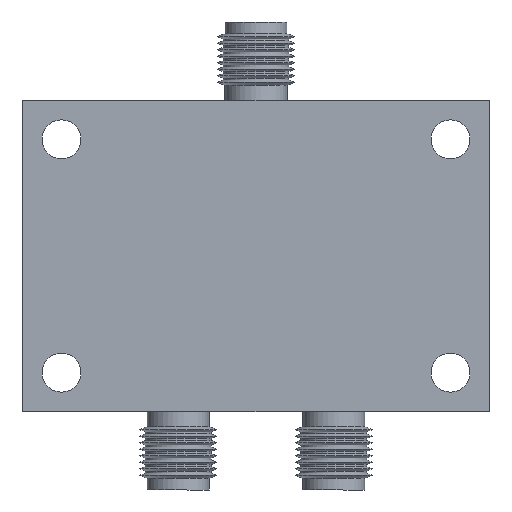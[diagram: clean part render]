
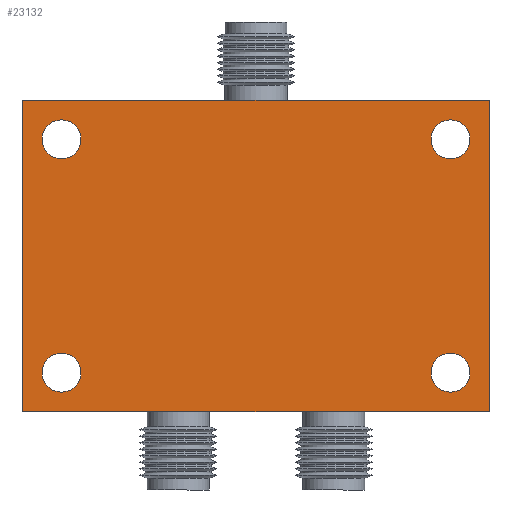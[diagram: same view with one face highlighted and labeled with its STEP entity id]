
A CAD part, front view. The second image highlights one B-rep face of the part: STEP entity #23132.
In plain terms, the highlighted planar face has unit normal (0, -1, 0).
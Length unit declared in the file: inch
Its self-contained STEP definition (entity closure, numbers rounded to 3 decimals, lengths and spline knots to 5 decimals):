
#178 = CIRCLE ( 'NONE', #21658, 0.0625 ) ;
#446 = VERTEX_POINT ( 'NONE', #3637 ) ;
#479 = ORIENTED_EDGE ( 'NONE', *, *, #8595, .F. ) ;
#1411 = EDGE_CURVE ( 'NONE', #33652, #28515, #11082, .T. ) ;
#1692 = AXIS2_PLACEMENT_3D ( 'NONE', #34095, #15084, #28225 ) ;
#2025 = EDGE_CURVE ( 'NONE', #23785, #13067, #23134, .T. ) ;
#2267 = VECTOR ( 'NONE', #3860, 39.37008 ) ;
#2385 = EDGE_CURVE ( 'NONE', #16248, #19982, #21298, .T. ) ;
#2682 = VERTEX_POINT ( 'NONE', #11030 ) ;
#2710 = LINE ( 'NONE', #23607, #3207 ) ;
#3207 = VECTOR ( 'NONE', #33983, 39.37008 ) ;
#3254 = DIRECTION ( 'NONE',  ( 0., 1., 0. ) ) ;
#3352 = FACE_OUTER_BOUND ( 'NONE', #30692, .T. ) ;
#3361 = ORIENTED_EDGE ( 'NONE', *, *, #5623, .F. ) ;
#3544 = EDGE_CURVE ( 'NONE', #8148, #2682, #178, .T. ) ;
#3637 = CARTESIAN_POINT ( 'NONE',  ( -3.38364, -0.20057, 3.80366 ) ) ;
#3860 = DIRECTION ( 'NONE',  ( 1., 0., 0. ) ) ;
#3938 = CARTESIAN_POINT ( 'NONE',  ( -3.38364, -0.20057, 3.92866 ) ) ;
#4336 = AXIS2_PLACEMENT_3D ( 'NONE', #7933, #16027, #26562 ) ;
#4749 = EDGE_CURVE ( 'NONE', #19982, #16248, #11937, .T. ) ;
#4880 = VERTEX_POINT ( 'NONE', #12826 ) ;
#5623 = EDGE_CURVE ( 'NONE', #4880, #33652, #13898, .T. ) ;
#5787 = AXIS2_PLACEMENT_3D ( 'NONE', #6306, #16834, #27544 ) ;
#5820 = EDGE_CURVE ( 'NONE', #13067, #23785, #27627, .T. ) ;
#6306 = CARTESIAN_POINT ( 'NONE',  ( -4.75864, -0.20057, 4.74116 ) ) ;
#6449 = ORIENTED_EDGE ( 'NONE', *, *, #14118, .T. ) ;
#7031 = CARTESIAN_POINT ( 'NONE',  ( -4.63364, -0.20057, 3.80366 ) ) ;
#7153 = AXIS2_PLACEMENT_3D ( 'NONE', #20694, #26019, #31256 ) ;
#7933 = CARTESIAN_POINT ( 'NONE',  ( -3.38364, -0.20057, 3.86616 ) ) ;
#8148 = VERTEX_POINT ( 'NONE', #26963 ) ;
#8181 = DIRECTION ( 'NONE',  ( 0., 1., 0. ) ) ;
#8409 = ORIENTED_EDGE ( 'NONE', *, *, #28072, .T. ) ;
#8595 = EDGE_CURVE ( 'NONE', #20992, #4880, #2710, .T. ) ;
#8665 = VECTOR ( 'NONE', #14186, 39.37008 ) ;
#9045 = DIRECTION ( 'NONE',  ( 0., 0., 1. ) ) ;
#9058 = FACE_BOUND ( 'NONE', #25576, .T. ) ;
#9228 = FACE_BOUND ( 'NONE', #21542, .T. ) ;
#9342 = DIRECTION ( 'NONE',  ( 0., 0., 1. ) ) ;
#10423 = CARTESIAN_POINT ( 'NONE',  ( -4.63364, -0.20057, 4.61616 ) ) ;
#10614 = ORIENTED_EDGE ( 'NONE', *, *, #26278, .F. ) ;
#10913 = DIRECTION ( 'NONE',  ( 0., 0., 1. ) ) ;
#11030 = CARTESIAN_POINT ( 'NONE',  ( -4.63364, -0.20057, 4.67866 ) ) ;
#11082 = LINE ( 'NONE', #21961, #8665 ) ;
#11590 = CARTESIAN_POINT ( 'NONE',  ( -4.63364, -0.20057, 3.86616 ) ) ;
#11937 = CIRCLE ( 'NONE', #25704, 0.0625 ) ;
#12445 = DIRECTION ( 'NONE',  ( 0., 1., 0. ) ) ;
#12826 = CARTESIAN_POINT ( 'NONE',  ( -4.75864, -0.20057, 4.74116 ) ) ;
#12950 = VERTEX_POINT ( 'NONE', #3938 ) ;
#13067 = VERTEX_POINT ( 'NONE', #29165 ) ;
#13199 = DIRECTION ( 'NONE',  ( 0., 1., 0. ) ) ;
#13293 = CARTESIAN_POINT ( 'NONE',  ( -4.63364, -0.20057, 4.61616 ) ) ;
#13506 = VECTOR ( 'NONE', #20997, 39.37008 ) ;
#13898 = LINE ( 'NONE', #21831, #2267 ) ;
#14118 = EDGE_CURVE ( 'NONE', #12950, #446, #16721, .T. ) ;
#14186 = DIRECTION ( 'NONE',  ( 0., 0., -1. ) ) ;
#15084 = DIRECTION ( 'NONE',  ( 0., 1., 0. ) ) ;
#15090 = CARTESIAN_POINT ( 'NONE',  ( -3.38364, -0.20057, 4.55366 ) ) ;
#15111 = ORIENTED_EDGE ( 'NONE', *, *, #2385, .T. ) ;
#15392 = ORIENTED_EDGE ( 'NONE', *, *, #5820, .T. ) ;
#16027 = DIRECTION ( 'NONE',  ( 0., 1., 0. ) ) ;
#16248 = VERTEX_POINT ( 'NONE', #33248 ) ;
#16721 = CIRCLE ( 'NONE', #20073, 0.0625 ) ;
#16834 = DIRECTION ( 'NONE',  ( 0., -1., 0. ) ) ;
#16926 = CIRCLE ( 'NONE', #27396, 0.0625 ) ;
#18552 = LINE ( 'NONE', #32063, #13506 ) ;
#18938 = ORIENTED_EDGE ( 'NONE', *, *, #3544, .T. ) ;
#19013 = CARTESIAN_POINT ( 'NONE',  ( -3.25864, -0.20057, 4.74116 ) ) ;
#19242 = CIRCLE ( 'NONE', #4336, 0.0625 ) ;
#19864 = ORIENTED_EDGE ( 'NONE', *, *, #4749, .T. ) ;
#19982 = VERTEX_POINT ( 'NONE', #7031 ) ;
#20073 = AXIS2_PLACEMENT_3D ( 'NONE', #27993, #12445, #22978 ) ;
#20694 = CARTESIAN_POINT ( 'NONE',  ( -3.38364, -0.20057, 4.61616 ) ) ;
#20754 = EDGE_LOOP ( 'NONE', ( #15111, #19864 ) ) ;
#20992 = VERTEX_POINT ( 'NONE', #21822 ) ;
#20997 = DIRECTION ( 'NONE',  ( -1., 0., 0. ) ) ;
#21298 = CIRCLE ( 'NONE', #26833, 0.0625 ) ;
#21542 = EDGE_LOOP ( 'NONE', ( #15392, #28544 ) ) ;
#21658 = AXIS2_PLACEMENT_3D ( 'NONE', #13293, #3254, #23829 ) ;
#21822 = CARTESIAN_POINT ( 'NONE',  ( -4.75864, -0.20057, 3.74116 ) ) ;
#21831 = CARTESIAN_POINT ( 'NONE',  ( -4.75864, -0.20057, 4.74116 ) ) ;
#21961 = CARTESIAN_POINT ( 'NONE',  ( -3.25864, -0.20057, 4.74116 ) ) ;
#22657 = CARTESIAN_POINT ( 'NONE',  ( -3.25864, -0.20057, 3.74116 ) ) ;
#22978 = DIRECTION ( 'NONE',  ( 0., 0., 1. ) ) ;
#23132 = ADVANCED_FACE ( 'NONE', ( #32404, #9058, #9228, #29643, #3352 ), #29983, .T. ) ;
#23134 = CIRCLE ( 'NONE', #7153, 0.0625 ) ;
#23607 = CARTESIAN_POINT ( 'NONE',  ( -4.75864, -0.20057, 4.74116 ) ) ;
#23785 = VERTEX_POINT ( 'NONE', #15090 ) ;
#23829 = DIRECTION ( 'NONE',  ( 0., 0., 1. ) ) ;
#25060 = EDGE_LOOP ( 'NONE', ( #6449, #8409 ) ) ;
#25576 = EDGE_LOOP ( 'NONE', ( #29668, #18938 ) ) ;
#25704 = AXIS2_PLACEMENT_3D ( 'NONE', #26336, #13199, #9045 ) ;
#26019 = DIRECTION ( 'NONE',  ( 0., 1., 0. ) ) ;
#26278 = EDGE_CURVE ( 'NONE', #28515, #20992, #18552, .T. ) ;
#26336 = CARTESIAN_POINT ( 'NONE',  ( -4.63364, -0.20057, 3.86616 ) ) ;
#26562 = DIRECTION ( 'NONE',  ( 0., 0., 1. ) ) ;
#26833 = AXIS2_PLACEMENT_3D ( 'NONE', #11590, #27481, #9342 ) ;
#26963 = CARTESIAN_POINT ( 'NONE',  ( -4.63364, -0.20057, 4.55366 ) ) ;
#27396 = AXIS2_PLACEMENT_3D ( 'NONE', #10423, #8181, #10913 ) ;
#27422 = EDGE_CURVE ( 'NONE', #2682, #8148, #16926, .T. ) ;
#27481 = DIRECTION ( 'NONE',  ( 0., 1., 0. ) ) ;
#27544 = DIRECTION ( 'NONE',  ( 0., 0., -1. ) ) ;
#27627 = CIRCLE ( 'NONE', #1692, 0.0625 ) ;
#27721 = ORIENTED_EDGE ( 'NONE', *, *, #1411, .F. ) ;
#27993 = CARTESIAN_POINT ( 'NONE',  ( -3.38364, -0.20057, 3.86616 ) ) ;
#28072 = EDGE_CURVE ( 'NONE', #446, #12950, #19242, .T. ) ;
#28225 = DIRECTION ( 'NONE',  ( 0., 0., 1. ) ) ;
#28515 = VERTEX_POINT ( 'NONE', #22657 ) ;
#28544 = ORIENTED_EDGE ( 'NONE', *, *, #2025, .T. ) ;
#29165 = CARTESIAN_POINT ( 'NONE',  ( -3.38364, -0.20057, 4.67866 ) ) ;
#29643 = FACE_BOUND ( 'NONE', #25060, .T. ) ;
#29668 = ORIENTED_EDGE ( 'NONE', *, *, #27422, .T. ) ;
#29983 = PLANE ( 'NONE',  #5787 ) ;
#30692 = EDGE_LOOP ( 'NONE', ( #479, #10614, #27721, #3361 ) ) ;
#31256 = DIRECTION ( 'NONE',  ( 0., 0., 1. ) ) ;
#32063 = CARTESIAN_POINT ( 'NONE',  ( -4.75864, -0.20057, 3.74116 ) ) ;
#32404 = FACE_BOUND ( 'NONE', #20754, .T. ) ;
#33248 = CARTESIAN_POINT ( 'NONE',  ( -4.63364, -0.20057, 3.92866 ) ) ;
#33652 = VERTEX_POINT ( 'NONE', #19013 ) ;
#33983 = DIRECTION ( 'NONE',  ( 0., 0., 1. ) ) ;
#34095 = CARTESIAN_POINT ( 'NONE',  ( -3.38364, -0.20057, 4.61616 ) ) ;
